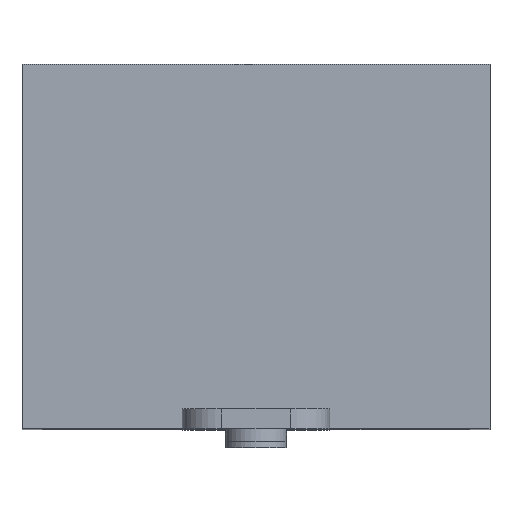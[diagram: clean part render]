
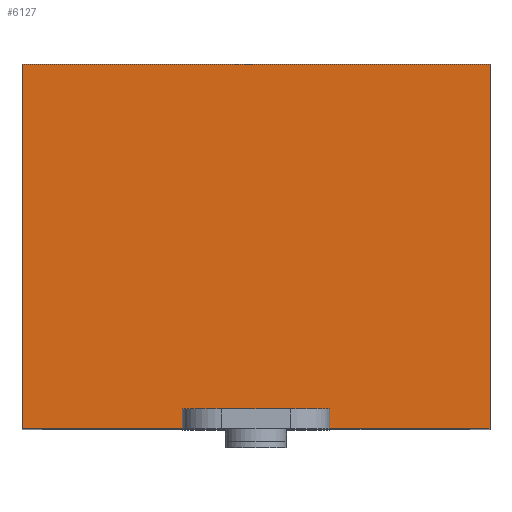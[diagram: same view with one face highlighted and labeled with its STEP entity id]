
A CAD part, top view. The second image highlights one B-rep face of the part: STEP entity #6127.
In plain terms, the highlighted planar face has unit normal (0, 0, 1).
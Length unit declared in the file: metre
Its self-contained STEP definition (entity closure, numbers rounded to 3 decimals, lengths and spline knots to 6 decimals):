
#763=ORIENTED_EDGE('',*,*,#2452,.F.);
#764=ORIENTED_EDGE('',*,*,#2453,.F.);
#765=ORIENTED_EDGE('',*,*,#2454,.T.);
#766=ORIENTED_EDGE('',*,*,#2455,.F.);
#767=ORIENTED_EDGE('',*,*,#2450,.F.);
#768=ORIENTED_EDGE('',*,*,#2283,.T.);
#769=ORIENTED_EDGE('',*,*,#2456,.T.);
#770=ORIENTED_EDGE('',*,*,#2457,.F.);
#2283=EDGE_CURVE('',#3137,#3136,#3766,.T.);
#2450=EDGE_CURVE('',#3137,#3265,#3931,.T.);
#2452=EDGE_CURVE('',#3266,#3267,#3933,.T.);
#2453=EDGE_CURVE('',#3268,#3266,#3934,.T.);
#2454=EDGE_CURVE('',#3268,#3269,#3935,.T.);
#2455=EDGE_CURVE('',#3265,#3269,#3936,.T.);
#2456=EDGE_CURVE('',#3136,#3270,#3937,.T.);
#2457=EDGE_CURVE('',#3267,#3270,#3938,.T.);
#3136=VERTEX_POINT('',#8979);
#3137=VERTEX_POINT('',#8981);
#3265=VERTEX_POINT('',#9280);
#3266=VERTEX_POINT('',#9284);
#3267=VERTEX_POINT('',#9285);
#3268=VERTEX_POINT('',#9287);
#3269=VERTEX_POINT('',#9289);
#3270=VERTEX_POINT('',#9292);
#3766=LINE('',#8980,#4619);
#3931=LINE('',#9279,#4784);
#3933=LINE('',#9283,#4786);
#3934=LINE('',#9286,#4787);
#3935=LINE('',#9288,#4788);
#3936=LINE('',#9290,#4789);
#3937=LINE('',#9291,#4790);
#3938=LINE('',#9293,#4791);
#4619=VECTOR('',#7196,1.);
#4784=VECTOR('',#7373,1.);
#4786=VECTOR('',#7377,1.);
#4787=VECTOR('',#7378,1.);
#4788=VECTOR('',#7379,1.);
#4789=VECTOR('',#7380,1.);
#4790=VECTOR('',#7381,1.);
#4791=VECTOR('',#7382,1.);
#5221=EDGE_LOOP('',(#763,#764,#765,#766,#767,#768,#769,#770));
#5578=FACE_BOUND('',#5221,.T.);
#5870=PLANE('',#6435);
#6127=ADVANCED_FACE('',(#5578),#5870,.T.);
#6435=AXIS2_PLACEMENT_3D('',#9282,#7375,#7376);
#7196=DIRECTION('',(-1.,0.,0.));
#7373=DIRECTION('',(0.,-1.,0.));
#7375=DIRECTION('',(0.,0.,1.));
#7376=DIRECTION('',(1.,0.,0.));
#7377=DIRECTION('',(0.,-1.,0.));
#7378=DIRECTION('',(-1.,0.,0.));
#7379=DIRECTION('',(0.,-1.,0.));
#7380=DIRECTION('',(-1.,0.,0.));
#7381=DIRECTION('',(0.,-1.,0.));
#7382=DIRECTION('',(-1.,0.,0.));
#8979=CARTESIAN_POINT('',(-0.02375,0.037,0.036));
#8980=CARTESIAN_POINT('',(0.,0.037,0.036));
#8981=CARTESIAN_POINT('',(0.02375,0.037,0.036));
#9279=CARTESIAN_POINT('',(0.02375,0.035,0.036));
#9280=CARTESIAN_POINT('',(0.02375,0.,0.036));
#9282=CARTESIAN_POINT('',(0.,0.035,0.036));
#9283=CARTESIAN_POINT('',(-0.007494,0.002,0.036));
#9284=CARTESIAN_POINT('',(-0.007494,0.002,0.036));
#9285=CARTESIAN_POINT('',(-0.007494,0.,0.036));
#9286=CARTESIAN_POINT('',(0.,0.002,0.036));
#9287=CARTESIAN_POINT('',(0.007494,0.002,0.036));
#9288=CARTESIAN_POINT('',(0.007494,0.002,0.036));
#9289=CARTESIAN_POINT('',(0.007494,0.,0.036));
#9290=CARTESIAN_POINT('',(0.,0.,0.036));
#9291=CARTESIAN_POINT('',(-0.02375,0.035,0.036));
#9292=CARTESIAN_POINT('',(-0.02375,0.,0.036));
#9293=CARTESIAN_POINT('',(0.,0.,0.036));
